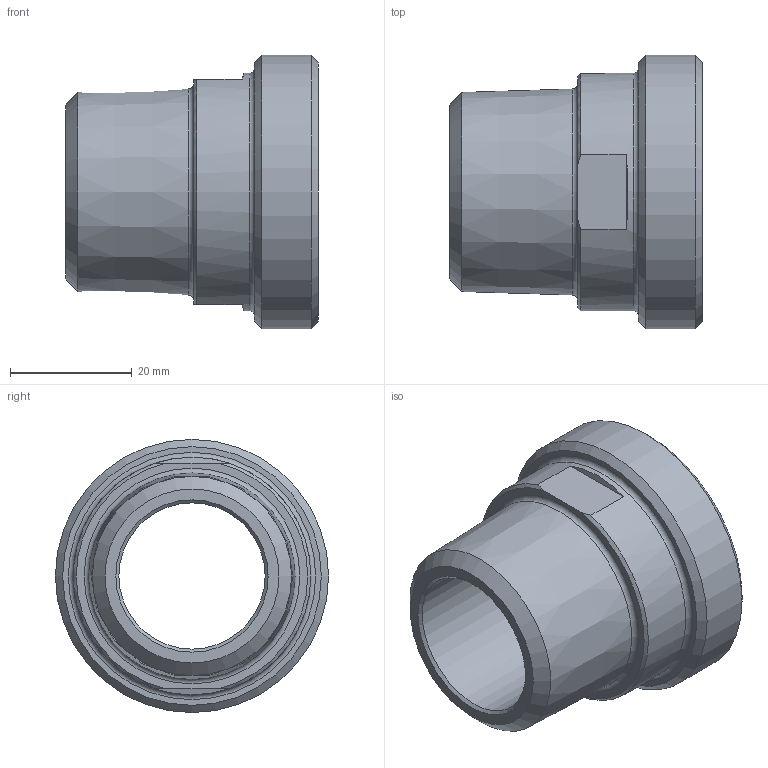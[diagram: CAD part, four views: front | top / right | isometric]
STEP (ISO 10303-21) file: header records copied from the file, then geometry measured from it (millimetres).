
FILE_DESCRIPTION(/* description */ (''),/* implementation_level */ '2;1');
FILE_NAME(/* name */ '3D_R134-UG-DN25_171011420.stp',/* time_stamp */ '2021-06-15T11:55:47+02:00',/* author */ ('cad'),/* organization */ (''),/* preprocessor_version */ 'ST-DEVELOPER v18.1',/* originating_system */ 'Autodesk Inventor 2022',/* authorisation */ '');
FILE_SCHEMA (('AUTOMOTIVE_DESIGN { 1 0 10303 214 3 1 1 }'));
Length unit declared in the file: millimetre
Products named in the file (1): 3D_R134-UG-DN25_171011420
Bounding box: 41.5 x 44.85 x 44.85 mm (x, y, z)
Volume: 23893.7 mm3; surface area: 9799.8 mm2
Topology: 1 solids, 1 shells, 26 faces, 61 edges, 40 vertices
Faces by surface type: cone 10, plane 9, cylinder 4, torus 3
Full cylindrical faces by diameter (mm): 24 x1, 24.2 x1, 39 x1, 44.85 x1
Entity records: 807 total; most frequent: DIRECTION 148, CARTESIAN_POINT 136, ORIENTED_EDGE 122, AXIS2_PLACEMENT_3D 64, EDGE_CURVE 61, VERTEX_POINT 40, CIRCLE 35, EDGE_LOOP 31
